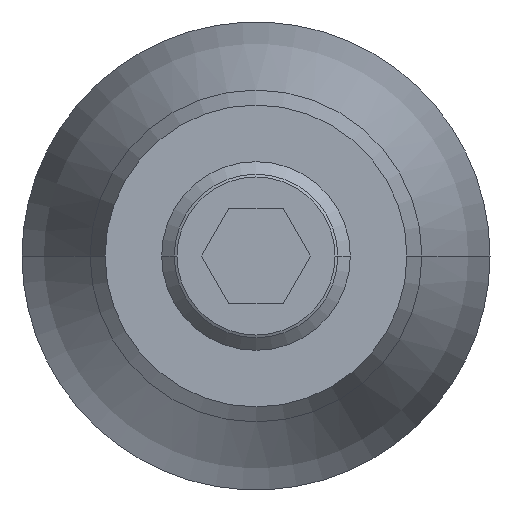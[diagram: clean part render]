
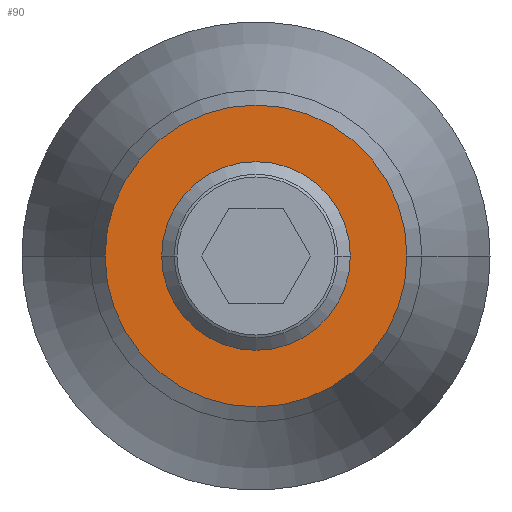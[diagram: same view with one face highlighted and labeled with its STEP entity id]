
A CAD part, left-side view. The second image highlights one B-rep face of the part: STEP entity #90.
In plain terms, the highlighted planar face has unit normal (-1, 0, 0).
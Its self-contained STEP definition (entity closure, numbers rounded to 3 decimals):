
#90=ADVANCED_FACE('',(#179,#180),#181,.T.);
#179=FACE_OUTER_BOUND('',#264,.T.);
#180=FACE_BOUND('',#265,.T.);
#181=PLANE('',#266);
#264=EDGE_LOOP('',(#447,#448));
#265=EDGE_LOOP('',(#449,#450));
#266=AXIS2_PLACEMENT_3D('',#451,#452,#453);
#447=ORIENTED_EDGE('',*,*,#507,.F.);
#448=ORIENTED_EDGE('',*,*,#557,.F.);
#449=ORIENTED_EDGE('',*,*,#514,.T.);
#450=ORIENTED_EDGE('',*,*,#555,.T.);
#451=CARTESIAN_POINT('',(0.,6.5,0.));
#452=DIRECTION('',(-1.0,0.0,0.0));
#453=DIRECTION('',(0.0,-1.0,0.));
#507=EDGE_CURVE('',#593,#595,#596,.T.);
#514=EDGE_CURVE('',#601,#605,#607,.T.);
#555=EDGE_CURVE('',#605,#601,#664,.T.);
#557=EDGE_CURVE('',#595,#593,#666,.T.);
#593=VERTEX_POINT('',#702);
#595=VERTEX_POINT('',#705);
#596=CIRCLE('',#706,8.0);
#601=VERTEX_POINT('',#712);
#605=VERTEX_POINT('',#717);
#607=CIRCLE('',#720,5.0);
#664=CIRCLE('',#799,5.0);
#666=CIRCLE('',#801,8.0);
#702=CARTESIAN_POINT('',(0.,8.,0.));
#705=CARTESIAN_POINT('',(0.,-8.,0.));
#706=AXIS2_PLACEMENT_3D('',#851,#852,#853);
#712=CARTESIAN_POINT('',(0.,5.,0.));
#717=CARTESIAN_POINT('',(0.,-5.,0.));
#720=AXIS2_PLACEMENT_3D('',#863,#864,#865);
#799=AXIS2_PLACEMENT_3D('',#903,#904,#905);
#801=AXIS2_PLACEMENT_3D('',#906,#907,#908);
#851=CARTESIAN_POINT('',(0.,0.,0.));
#852=DIRECTION('',(1.0,0.0,-0.0));
#853=DIRECTION('',(0.0,1.0,0.));
#863=CARTESIAN_POINT('',(0.,0.,0.));
#864=DIRECTION('',(1.0,0.0,-0.0));
#865=DIRECTION('',(0.0,1.0,0.));
#903=CARTESIAN_POINT('',(0.,0.,0.));
#904=DIRECTION('',(1.0,0.0,-0.0));
#905=DIRECTION('',(0.0,1.0,0.));
#906=CARTESIAN_POINT('',(0.,0.,0.));
#907=DIRECTION('',(1.0,0.0,-0.0));
#908=DIRECTION('',(0.0,1.0,0.));
